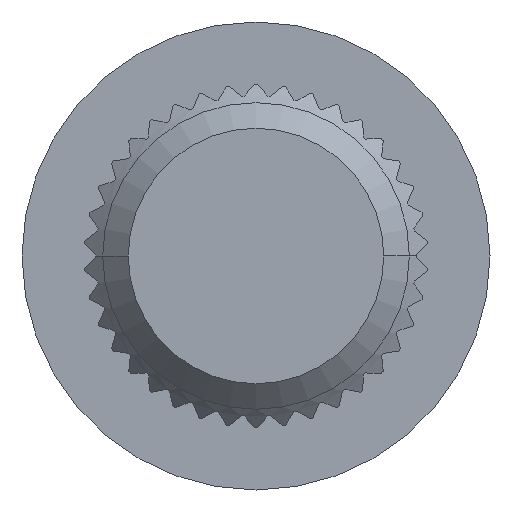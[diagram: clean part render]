
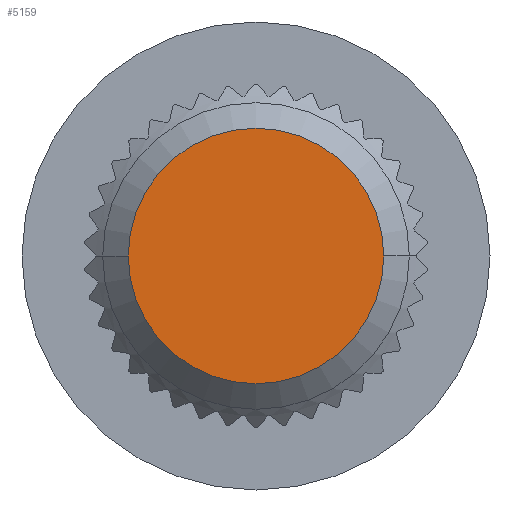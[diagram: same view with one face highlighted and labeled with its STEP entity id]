
A CAD part, left-side view. The second image highlights one B-rep face of the part: STEP entity #5159.
In plain terms, the highlighted planar face has unit normal (-1, 0, 0).
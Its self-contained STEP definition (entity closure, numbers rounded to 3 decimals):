
#231 = CARTESIAN_POINT ( 'NONE',  ( -10.51, 0., 0. ) ) ;
#347 = DIRECTION ( 'NONE',  ( 1., 0., 0. ) ) ;
#366 = VERTEX_POINT ( 'NONE', #688 ) ;
#420 = FACE_OUTER_BOUND ( 'NONE', #2847, .T. ) ;
#666 = CARTESIAN_POINT ( 'NONE',  ( -10.51, -1.25, 0. ) ) ;
#688 = CARTESIAN_POINT ( 'NONE',  ( -10.51, 1.25, 0. ) ) ;
#963 = VERTEX_POINT ( 'NONE', #666 ) ;
#1628 = CARTESIAN_POINT ( 'NONE',  ( -10.51, 0., 0. ) ) ;
#1731 = AXIS2_PLACEMENT_3D ( 'NONE', #231, #3305, #4106 ) ;
#1743 = EDGE_CURVE ( 'NONE', #366, #963, #2087, .T. ) ;
#2087 = CIRCLE ( 'NONE', #4048, 1.25 ) ;
#2118 = EDGE_CURVE ( 'NONE', #963, #366, #2979, .T. ) ;
#2518 = CARTESIAN_POINT ( 'NONE',  ( -10.51, 0., 0. ) ) ;
#2748 = AXIS2_PLACEMENT_3D ( 'NONE', #2518, #4655, #4630 ) ;
#2847 = EDGE_LOOP ( 'NONE', ( #5390, #3732 ) ) ;
#2979 = CIRCLE ( 'NONE', #1731, 1.25 ) ;
#3305 = DIRECTION ( 'NONE',  ( 1., 0., 0. ) ) ;
#3732 = ORIENTED_EDGE ( 'NONE', *, *, #2118, .F. ) ;
#3763 = PLANE ( 'NONE',  #2748 ) ;
#4048 = AXIS2_PLACEMENT_3D ( 'NONE', #1628, #347, #4556 ) ;
#4106 = DIRECTION ( 'NONE',  ( 0., 1., 0. ) ) ;
#4556 = DIRECTION ( 'NONE',  ( 0., 1., 0. ) ) ;
#4630 = DIRECTION ( 'NONE',  ( 0., -1., 0. ) ) ;
#4655 = DIRECTION ( 'NONE',  ( -1., 0., 0. ) ) ;
#5159 = ADVANCED_FACE ( 'NONE', ( #420 ), #3763, .T. ) ;
#5390 = ORIENTED_EDGE ( 'NONE', *, *, #1743, .F. ) ;
